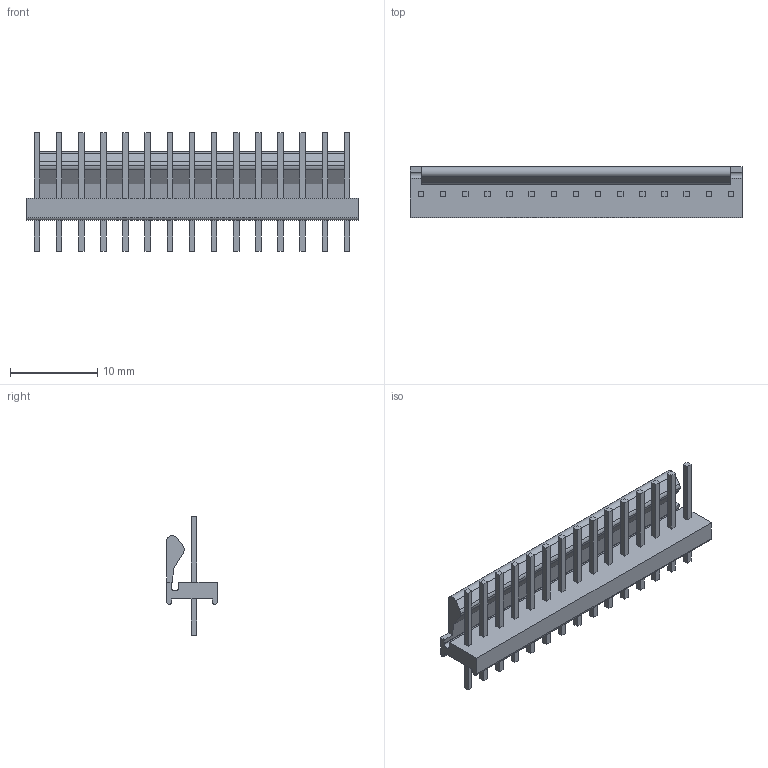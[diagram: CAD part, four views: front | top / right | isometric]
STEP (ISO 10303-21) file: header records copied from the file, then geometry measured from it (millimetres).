
FILE_DESCRIPTION(('STEP AP242'),'1');
FILE_NAME('1-640456-5.stp','2023-01-15T13:14:25',('TraceParts'),('TraceParts S.A.'),'Spatial InterOp 3D',' ',' ');
FILE_SCHEMA(('AP242_MANAGED_MODEL_BASED_3D_ENGINEERING_MIM_LF {1 0 10303 442 1 1 4}'));
Length unit declared in the file: millimetre
Products named in the file (1): 1-640456-5
Bounding box: 38.1 x 5.84 x 13.59 mm (x, y, z)
Volume: 736.4 mm3; surface area: 1619.1 mm2
Topology: 1 solids, 1 shells, 173 faces, 423 edges, 282 vertices
Faces by surface type: plane 166, cylinder 7
Entity records: 5006 total; most frequent: CARTESIAN_POINT 879, ORIENTED_EDGE 846, DIRECTION 785, EDGE_CURVE 423, LINE 409, VECTOR 409, VERTEX_POINT 282, EDGE_LOOP 203
